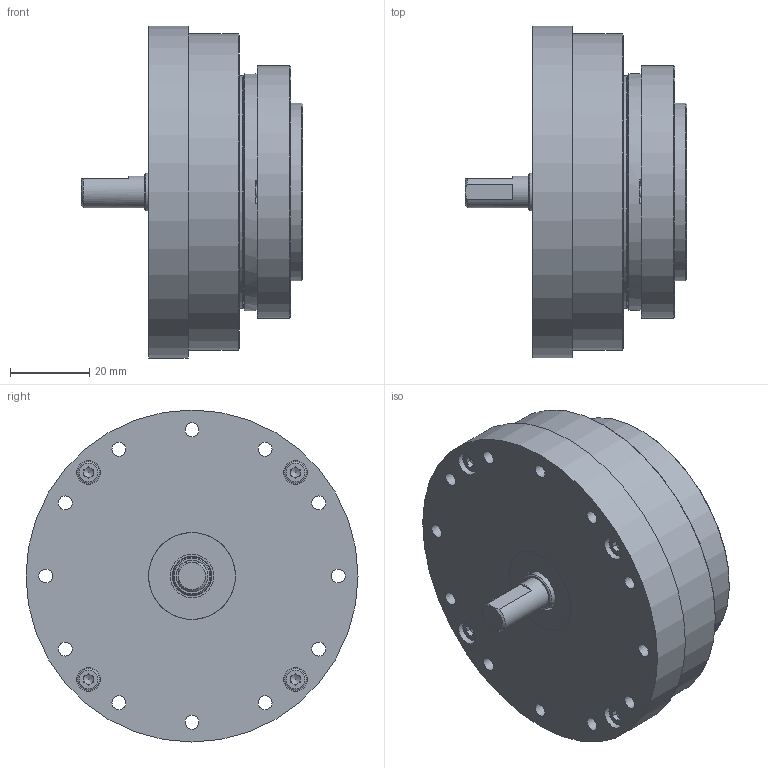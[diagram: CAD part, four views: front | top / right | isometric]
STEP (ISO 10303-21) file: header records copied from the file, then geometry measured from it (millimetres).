
FILE_DESCRIPTION(/* description */ ('STEP AP242','CAx-IF Rec.Pracs.---Representation and Presentation of Product Manufacturing Information (PMI)---4.0---2014-10-13','CAx-IF Rec.Pracs.---3D Tessellated Geometry---0.4---2014-09-14','2;1'),/* implementation_level */ '2;1');
FILE_NAME(/* name */ '688776417ce0f65ce4fee576',/* time_stamp */ '2025-07-28T13:08:19Z',/* author */ (''),/* organization */ (''),/* preprocessor_version */ 'ST-DEVELOPER v20',/* originating_system */ 'ONSHAPE BY PTC INC, 1.201',/* authorisation */ ' ');
FILE_SCHEMA (('AP242_MANAGED_MODEL_BASED_3D_ENGINEERING_MIM_LF { 1 0 10303 442 1 1 4 }'));
Length unit declared in the file: metre
Products named in the file (26): HS-17-IV; hexagon socket head cap screws gb_GB_FASTENER_SCREWS_HSHCS M3X8-C; deep groove ball bearings gb_Rolling bearings 61900 GB 276-94; 3???????; ????22??10?5; ??2; ??1; circlips for holes--type a gb_GB_CONNECTING_PIECE_RING_RRH 22; deep groove ball bearings gb_Rolling bearings 619-7 GB 276-94; ????????17-050 <1>; 17-50??????_?? <1>; STXB-T17-050-P04_??; 17????; ????-STXB-17050; ????-STRU-17-80-160X?80-V1 <1>; ????-??-?4; ??????-17-80-??-V0; ??????-17-80-V0; ????-??-STRU-17-80; ????-??-STRU-17-80-V1; O????-?65X?18; hexagon socket head cap screws gb_GB_FASTENER_SCREWS_HSHCS M2X5-C; 17??
Assembly tree (101 placements, depth 4):
  HS-17-IV
    hexagon socket head cap screws gb_GB_FASTENER_SCREWS_HSHCS M3X8-C  x4
    deep groove ball bearings gb_Rolling bearings 61900 GB 276-94
    3???????
    ????22??10?5
    ??2
    ??1
    circlips for holes--type a gb_GB_CONNECTING_PIECE_RING_RRH 22
    deep groove ball bearings gb_Rolling bearings 619-7 GB 276-94
    ????????17-050 <1>
      17-50??????_?? <1>
        STXB-T17-050-P04_??
        17????
      hexagon socket head cap screws gb_GB_FASTENER_SCREWS_HSHCS M3X8-C  x4
      ????-STXB-17050
      ????-STXB-17050
      ????-STRU-17-80-160X?80-V1 <1>
        ????-??-?4  x36
        ??????-17-80-??-V0  x18
        ??????-17-80-V0  x18
        ????-??-STRU-17-80
        ????-??-STRU-17-80-V1
        O????-?65X?18
        hexagon socket head cap screws gb_GB_FASTENER_SCREWS_HSHCS M2X5-C
        ????-??-STRU-17-80
        ????-??-STRU-17-80
        17??
Bounding box: 56 x 84 x 84 mm (x, y, z)
Volume: 118932.1 mm3; surface area: 101619.4 mm2
Topology: 98 solids, 98 shells, 1259 faces, 3075 edges, 2020 vertices
Faces by surface type: plane 620, cylinder 345, cone 177, torus 86, sphere 28, bspline 3
Full cylindrical faces by diameter (mm): 1.6 x1, 2 x3, 2.4 x1, 2.5 x26, 3 x8, 3.4 x8, 3.5 x76, 3.8 x1, 4 x36, 4.3 x1, 5.5 x8, 6 x8, 7 x2, 8 x2, 9.56 x1, 9.6 x1, 10 x4, 10.333 x2, 11 x1, 12 x1, 13.667 x2, 14 x3, 15 x1, 17 x2, 18 x2, 18.5 x1, 22 x4, 22.2 x1, 23 x1, 26 x2
Entity records: 20648 total; most frequent: CARTESIAN_POINT 4630, DIRECTION 3439, ORIENTED_EDGE 2474, AXIS2_PLACEMENT_3D 1622, EDGE_CURVE 1237, FACE_BOUND 1227, EDGE_LOOP 1198, VERTEX_POINT 1044
